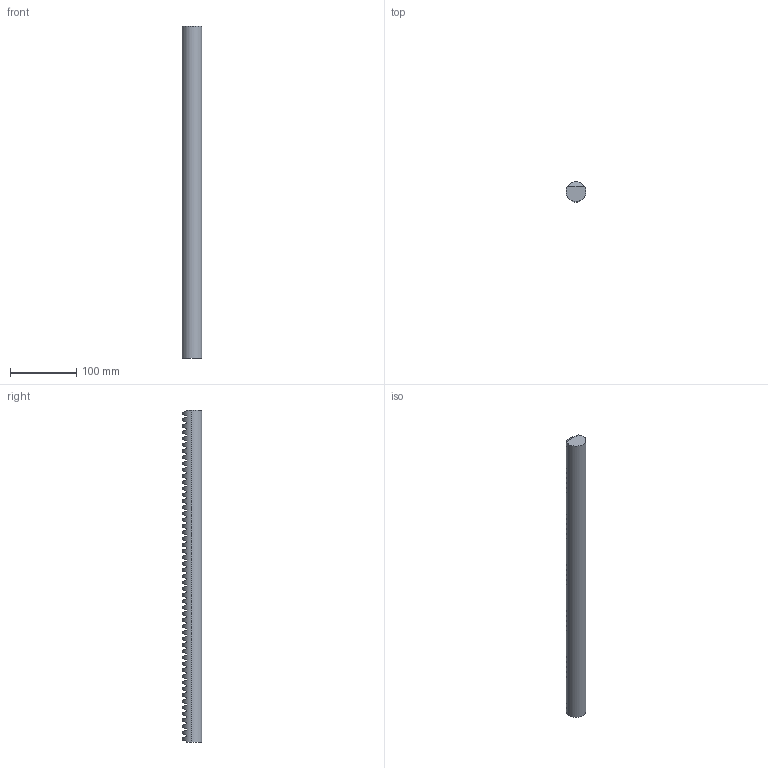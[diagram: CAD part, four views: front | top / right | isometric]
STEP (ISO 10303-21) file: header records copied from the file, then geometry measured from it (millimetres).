
FILE_DESCRIPTION (( 'STEP AP214' ), '1' );
FILE_NAME ('141-030-050.STEP', '2024-11-04T14:31:38', ( '' ), ( '' ), 'SwSTEP 2.0', 'SolidWorks 2021', '' );
FILE_SCHEMA (( 'AUTOMOTIVE_DESIGN' ));
Length unit declared in the file: millimetre
Products named in the file (1): 141-030-050
Bounding box: 30 x 29.75 x 500 mm (x, y, z)
Volume: 326223.4 mm3; surface area: 56490.8 mm2
Topology: 1 solids, 1 shells, 218 faces, 648 edges, 432 vertices
Faces by surface type: plane 215, cylinder 3
Entity records: 7192 total; most frequent: CARTESIAN_POINT 1935, ORIENTED_EDGE 1296, DIRECTION 880, EDGE_CURVE 648, VERTEX_POINT 432, LINE 430, VECTOR 430, AXIS2_PLACEMENT_3D 225
